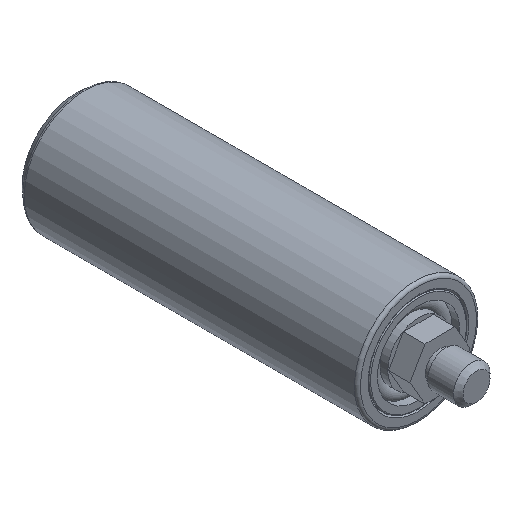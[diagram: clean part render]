
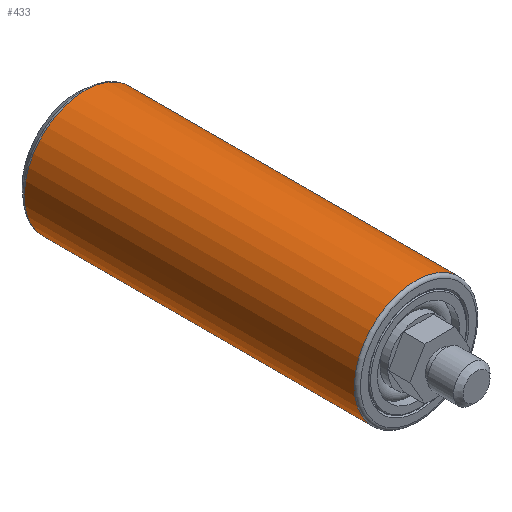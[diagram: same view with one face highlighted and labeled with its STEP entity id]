
A CAD part, isometric view. The second image highlights one B-rep face of the part: STEP entity #433.
In plain terms, the highlighted cylindrical face has radius 20 mm (diameter 40 mm), a full revolution.
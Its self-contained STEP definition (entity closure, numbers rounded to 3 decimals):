
#29 = CARTESIAN_POINT ( 'NONE',  ( -43.567, 100.252, 0. ) ) ;
#41 = AXIS2_PLACEMENT_3D ( 'NONE', #29, #618, #657 ) ;
#58 = CARTESIAN_POINT ( 'NONE',  ( -56.861, 100.252, -14.942 ) ) ;
#71 = EDGE_LOOP ( 'NONE', ( #647 ) ) ;
#89 = CYLINDRICAL_SURFACE ( 'NONE', #437, 20. ) ;
#98 = EDGE_CURVE ( 'NONE', #545, #545, #174, .T. ) ;
#108 = CARTESIAN_POINT ( 'NONE',  ( -30.273, -7.748, 14.942 ) ) ;
#111 = EDGE_LOOP ( 'NONE', ( #349 ) ) ;
#118 = VERTEX_POINT ( 'NONE', #108 ) ;
#174 = CIRCLE ( 'NONE', #41, 20. ) ;
#251 = DIRECTION ( 'NONE',  ( -0.665, 0., -0.747 ) ) ;
#318 = AXIS2_PLACEMENT_3D ( 'NONE', #666, #513, #671 ) ;
#339 = CIRCLE ( 'NONE', #318, 20. ) ;
#341 = DIRECTION ( 'NONE',  ( 0., -1., 0. ) ) ;
#349 = ORIENTED_EDGE ( 'NONE', *, *, #98, .T. ) ;
#355 = FACE_OUTER_BOUND ( 'NONE', #71, .T. ) ;
#371 = EDGE_CURVE ( 'NONE', #118, #118, #339, .T. ) ;
#433 = ADVANCED_FACE ( 'NONE', ( #355, #576 ), #89, .T. ) ;
#437 = AXIS2_PLACEMENT_3D ( 'NONE', #520, #341, #251 ) ;
#513 = DIRECTION ( 'NONE',  ( 0., 1., 0. ) ) ;
#520 = CARTESIAN_POINT ( 'NONE',  ( -43.567, -8.748, 0. ) ) ;
#545 = VERTEX_POINT ( 'NONE', #58 ) ;
#576 = FACE_OUTER_BOUND ( 'NONE', #111, .T. ) ;
#618 = DIRECTION ( 'NONE',  ( 0., -1., 0. ) ) ;
#647 = ORIENTED_EDGE ( 'NONE', *, *, #371, .T. ) ;
#657 = DIRECTION ( 'NONE',  ( -0.665, 0., -0.747 ) ) ;
#666 = CARTESIAN_POINT ( 'NONE',  ( -43.567, -7.748, 0. ) ) ;
#671 = DIRECTION ( 'NONE',  ( 0.665, 0., 0.747 ) ) ;
